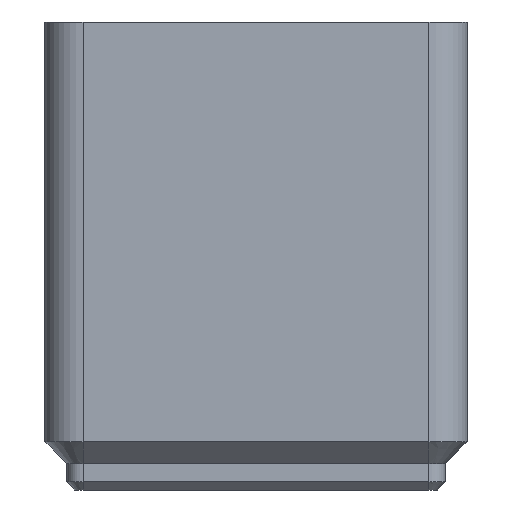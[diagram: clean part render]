
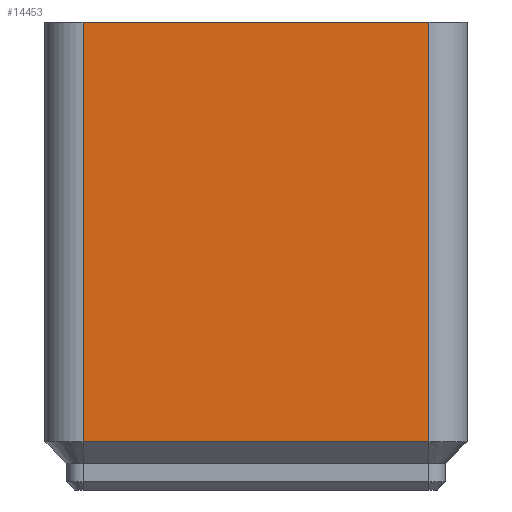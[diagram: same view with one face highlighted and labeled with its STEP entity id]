
A CAD part, front view. The second image highlights one B-rep face of the part: STEP entity #14453.
In plain terms, the highlighted planar face has unit normal (0, -1, 0).
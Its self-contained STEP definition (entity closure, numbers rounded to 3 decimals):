
#10611 = VERTEX_POINT('',#10612);
#10612 = CARTESIAN_POINT('',(17.,-20.75,-37.25));
#10641 = EDGE_CURVE('',#10611,#10642,#10644,.T.);
#10642 = VERTEX_POINT('',#10643);
#10643 = CARTESIAN_POINT('',(-17.,-20.75,-37.25));
#10644 = LINE('',#10645,#10646);
#10645 = CARTESIAN_POINT('',(17.,-20.75,-37.25));
#10646 = VECTOR('',#10647,1.);
#10647 = DIRECTION('',(-1.,0.,0.));
#14339 = VERTEX_POINT('',#14340);
#14340 = CARTESIAN_POINT('',(-17.,-20.75,4.));
#14347 = EDGE_CURVE('',#14339,#14348,#14350,.T.);
#14348 = VERTEX_POINT('',#14349);
#14349 = CARTESIAN_POINT('',(17.,-20.75,4.));
#14350 = LINE('',#14351,#14352);
#14351 = CARTESIAN_POINT('',(17.,-20.75,4.));
#14352 = VECTOR('',#14353,1.);
#14353 = DIRECTION('',(1.,0.,0.));
#14453 = ADVANCED_FACE('',(#14454),#14470,.T.);
#14454 = FACE_BOUND('',#14455,.T.);
#14455 = EDGE_LOOP('',(#14456,#14462,#14463,#14469));
#14456 = ORIENTED_EDGE('',*,*,#14457,.F.);
#14457 = EDGE_CURVE('',#10642,#14339,#14458,.T.);
#14458 = LINE('',#14459,#14460);
#14459 = CARTESIAN_POINT('',(-17.,-20.75,0.));
#14460 = VECTOR('',#14461,1.);
#14461 = DIRECTION('',(0.,0.,1.));
#14462 = ORIENTED_EDGE('',*,*,#10641,.F.);
#14463 = ORIENTED_EDGE('',*,*,#14464,.T.);
#14464 = EDGE_CURVE('',#10611,#14348,#14465,.T.);
#14465 = LINE('',#14466,#14467);
#14466 = CARTESIAN_POINT('',(17.,-20.75,-37.25));
#14467 = VECTOR('',#14468,1.);
#14468 = DIRECTION('',(0.,0.,1.));
#14469 = ORIENTED_EDGE('',*,*,#14347,.F.);
#14470 = PLANE('',#14471);
#14471 = AXIS2_PLACEMENT_3D('',#14472,#14473,#14474);
#14472 = CARTESIAN_POINT('',(0.,-20.75,-16.625));
#14473 = DIRECTION('',(-0.,-1.,-0.));
#14474 = DIRECTION('',(0.,0.,-1.));
